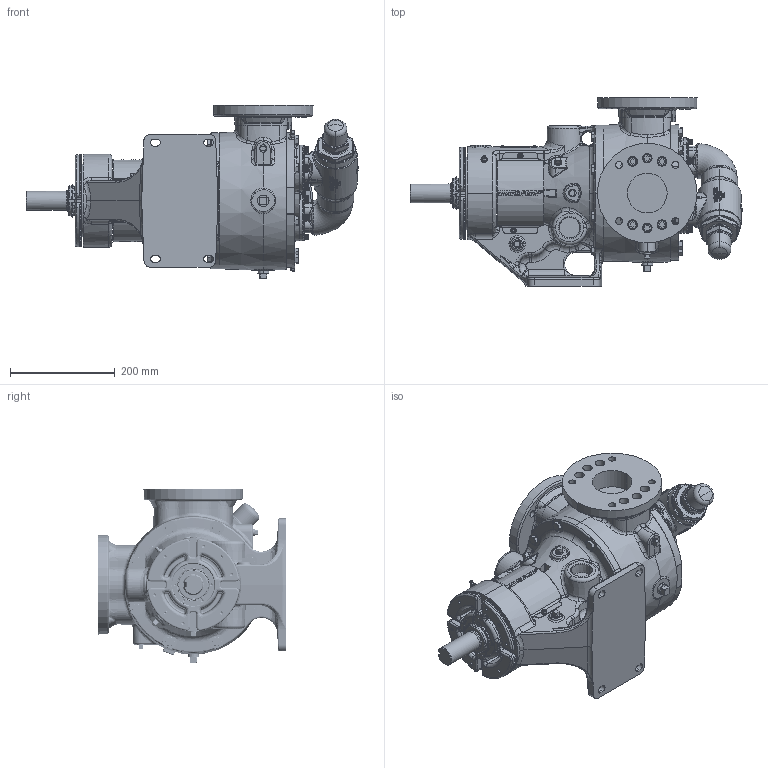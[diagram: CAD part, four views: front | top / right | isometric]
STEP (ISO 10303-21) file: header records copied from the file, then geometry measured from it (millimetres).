
FILE_DESCRIPTION (( 'STEP AP214' ), '1' );
FILE_NAME ('LV-4802.step', '2025-12-05T06:50:01', ( '' ), ( '' ), 'SwSTEP 2.0', 'SolidWorks 2024', '' );
FILE_SCHEMA (( 'AUTOMOTIVE_DESIGN' ));
Products named in the file (1): LV-4802
Bounding box: 635.25 x 360.36 x 331.53 mm (x, y, z)
Volume: 17648855.2 mm3; surface area: 955906.4 mm2
Topology: 1 solids, 1 shells, 6047 faces, 15402 edges, 9519 vertices
Faces by surface type: bspline 1934, plane 1894, cylinder 1147, cone 749, torus 235, sphere 88
Entity records: 284445 total; most frequent: CARTESIAN_POINT 154913, ORIENTED_EDGE 30550, DIRECTION 21766, EDGE_CURVE 15275, VERTEX_POINT 9516, AXIS2_PLACEMENT_3D 8196, EDGE_LOOP 6373, FACE_OUTER_BOUND 6047
